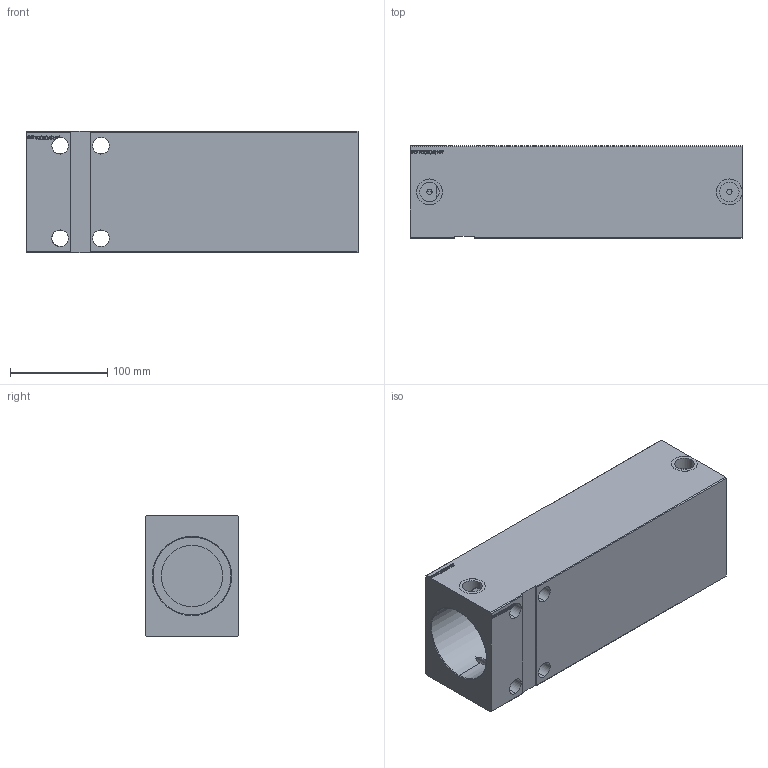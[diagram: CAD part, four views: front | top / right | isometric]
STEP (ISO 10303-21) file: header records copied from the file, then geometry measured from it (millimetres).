
FILE_DESCRIPTION (( 'STEP AP203' ), '1' );
FILE_NAME ('d3f4.STEP', '2022-04-07T15:00:10', ( '' ), ( '' ), 'SwSTEP 2.0', 'SolidWorks 2019', '' );
FILE_SCHEMA (( 'CONFIG_CONTROL_DESIGN' ));
Length unit declared in the file: millimetre
Products named in the file (1): d3f4
Bounding box: 341 x 95 x 125 mm (x, y, z)
Volume: 2901432.6 mm3; surface area: 253178.2 mm2
Topology: 1 solids, 1 shells, 794 faces, 2113 edges, 1408 vertices
Faces by surface type: plane 387, bspline 380, cylinder 25, cone 2
Entity records: 42456 total; most frequent: CARTESIAN_POINT 25146, ORIENTED_EDGE 4226, DIRECTION 2233, EDGE_CURVE 2113, VERTEX_POINT 1408, VECTOR 1267, LINE 1267, EDGE_LOOP 899
